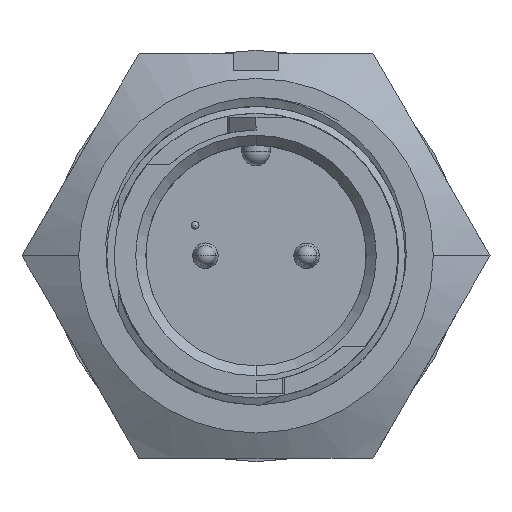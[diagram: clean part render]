
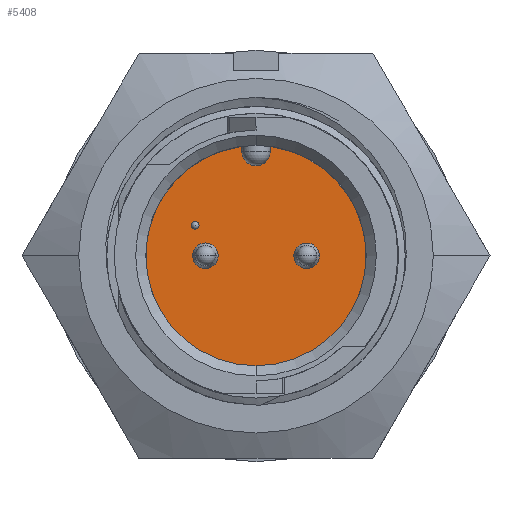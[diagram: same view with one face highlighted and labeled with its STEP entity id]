
A CAD part, top view. The second image highlights one B-rep face of the part: STEP entity #5408.
In plain terms, the highlighted planar face has unit normal (0, 0, 1).
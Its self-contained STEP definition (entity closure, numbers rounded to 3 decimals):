
#5 = DIRECTION ( 'NONE',  ( 0., 0., 1. ) ) ;
#198 = EDGE_CURVE ( 'NONE', #1402, #10511, #8806, .T. ) ;
#276 = AXIS2_PLACEMENT_3D ( 'NONE', #7868, #11676, #5151 ) ;
#405 = EDGE_CURVE ( 'NONE', #10735, #2466, #5374, .T. ) ;
#436 = CARTESIAN_POINT ( 'NONE',  ( -0.711, 5.22, -8.382 ) ) ;
#546 = CARTESIAN_POINT ( 'NONE',  ( -3.048, 1.524, -8.382 ) ) ;
#936 = ORIENTED_EDGE ( 'NONE', *, *, #2910, .F. ) ;
#1371 = DIRECTION ( 'NONE',  ( 0., 1., 0. ) ) ;
#1402 = VERTEX_POINT ( 'NONE', #5058 ) ;
#1534 = CARTESIAN_POINT ( 'NONE',  ( 2.54, 0., -8.382 ) ) ;
#1609 = LINE ( 'NONE', #11186, #11202 ) ;
#2018 = VERTEX_POINT ( 'NONE', #5372 ) ;
#2050 = VERTEX_POINT ( 'NONE', #3640 ) ;
#2466 = VERTEX_POINT ( 'NONE', #10694 ) ;
#2533 = DIRECTION ( 'NONE',  ( 0., -1., 0. ) ) ;
#2601 = DIRECTION ( 'NONE',  ( 0., 0., 1. ) ) ;
#2704 = FACE_OUTER_BOUND ( 'NONE', #9363, .T. ) ;
#2851 = CARTESIAN_POINT ( 'NONE',  ( -3.048, 1.333, -8.382 ) ) ;
#2910 = EDGE_CURVE ( 'NONE', #10227, #4384, #1609, .T. ) ;
#2917 = CIRCLE ( 'NONE', #11017, 5.524 ) ;
#3089 = EDGE_CURVE ( 'NONE', #10511, #1402, #12019, .T. ) ;
#3149 = EDGE_CURVE ( 'NONE', #2050, #12310, #8505, .T. ) ;
#3282 = EDGE_CURVE ( 'NONE', #4384, #7315, #10144, .T. ) ;
#3300 = CARTESIAN_POINT ( 'NONE',  ( 3.183, 0., -8.382 ) ) ;
#3364 = DIRECTION ( 'NONE',  ( 0., 0., 1. ) ) ;
#3365 = ORIENTED_EDGE ( 'NONE', *, *, #8391, .F. ) ;
#3493 = ORIENTED_EDGE ( 'NONE', *, *, #7827, .F. ) ;
#3589 = ORIENTED_EDGE ( 'NONE', *, *, #10634, .T. ) ;
#3640 = CARTESIAN_POINT ( 'NONE',  ( 0., -5.524, -8.382 ) ) ;
#4174 = ORIENTED_EDGE ( 'NONE', *, *, #405, .F. ) ;
#4384 = VERTEX_POINT ( 'NONE', #436 ) ;
#4406 = DIRECTION ( 'NONE',  ( 0., -1., 0. ) ) ;
#4492 = CARTESIAN_POINT ( 'NONE',  ( 0., 0., -8.382 ) ) ;
#4836 = ORIENTED_EDGE ( 'NONE', *, *, #3089, .F. ) ;
#5058 = CARTESIAN_POINT ( 'NONE',  ( -3.048, 1.715, -8.382 ) ) ;
#5104 = CIRCLE ( 'NONE', #12189, 0.643 ) ;
#5151 = DIRECTION ( 'NONE',  ( 1., 0., 0. ) ) ;
#5372 = CARTESIAN_POINT ( 'NONE',  ( -3.183, 0.003, -8.382 ) ) ;
#5374 = CIRCLE ( 'NONE', #12452, 0.643 ) ;
#5408 = ADVANCED_FACE ( 'NONE', ( #2704, #5572, #7457, #5509 ), #9614, .F. ) ;
#5462 = DIRECTION ( 'NONE',  ( 0., 0., 1. ) ) ;
#5509 = FACE_BOUND ( 'NONE', #7040, .T. ) ;
#5570 = ORIENTED_EDGE ( 'NONE', *, *, #11487, .F. ) ;
#5572 = FACE_BOUND ( 'NONE', #6949, .T. ) ;
#5656 = DIRECTION ( 'NONE',  ( 1., 0., 0. ) ) ;
#5778 = AXIS2_PLACEMENT_3D ( 'NONE', #546, #11899, #1371 ) ;
#5794 = DIRECTION ( 'NONE',  ( 0., 1., 0. ) ) ;
#5901 = CARTESIAN_POINT ( 'NONE',  ( 2.54, 0., -8.382 ) ) ;
#5935 = CIRCLE ( 'NONE', #276, 0.643 ) ;
#6283 = DIRECTION ( 'NONE',  ( 1., 0., 0. ) ) ;
#6466 = DIRECTION ( 'NONE',  ( 1., 0., 0. ) ) ;
#6582 = ORIENTED_EDGE ( 'NONE', *, *, #198, .F. ) ;
#6949 = EDGE_LOOP ( 'NONE', ( #6582, #4836 ) ) ;
#7040 = EDGE_LOOP ( 'NONE', ( #9105, #3365 ) ) ;
#7298 = AXIS2_PLACEMENT_3D ( 'NONE', #4492, #9252, #2533 ) ;
#7315 = VERTEX_POINT ( 'NONE', #7738 ) ;
#7336 = DIRECTION ( 'NONE',  ( 0., 1., 0. ) ) ;
#7457 = FACE_BOUND ( 'NONE', #10718, .T. ) ;
#7571 = ORIENTED_EDGE ( 'NONE', *, *, #3282, .F. ) ;
#7738 = CARTESIAN_POINT ( 'NONE',  ( 0.711, 5.22, -8.382 ) ) ;
#7745 = CARTESIAN_POINT ( 'NONE',  ( -3.048, 1.524, -8.382 ) ) ;
#7827 = EDGE_CURVE ( 'NONE', #2466, #10735, #5104, .T. ) ;
#7868 = CARTESIAN_POINT ( 'NONE',  ( -2.54, 0.003, -8.382 ) ) ;
#8185 = VECTOR ( 'NONE', #7336, 1000. ) ;
#8305 = VERTEX_POINT ( 'NONE', #10249 ) ;
#8391 = EDGE_CURVE ( 'NONE', #2018, #8305, #5935, .T. ) ;
#8419 = CARTESIAN_POINT ( 'NONE',  ( 0.711, 5.479, -8.382 ) ) ;
#8505 = CIRCLE ( 'NONE', #7298, 5.524 ) ;
#8688 = DIRECTION ( 'NONE',  ( 0., 0., 1. ) ) ;
#8700 = DIRECTION ( 'NONE',  ( 0., 0., 1. ) ) ;
#8806 = CIRCLE ( 'NONE', #5778, 0.191 ) ;
#9105 = ORIENTED_EDGE ( 'NONE', *, *, #11165, .F. ) ;
#9243 = LINE ( 'NONE', #11149, #8185 ) ;
#9252 = DIRECTION ( 'NONE',  ( 0., 0., 1. ) ) ;
#9317 = DIRECTION ( 'NONE',  ( 1., 0., 0. ) ) ;
#9363 = EDGE_LOOP ( 'NONE', ( #936, #3589, #11489, #5570, #7571 ) ) ;
#9527 = AXIS2_PLACEMENT_3D ( 'NONE', #12288, #12540, #10385 ) ;
#9570 = CARTESIAN_POINT ( 'NONE',  ( 0., 0., -8.382 ) ) ;
#9614 = PLANE ( 'NONE',  #9527 ) ;
#9762 = DIRECTION ( 'NONE',  ( 0., -1., 0. ) ) ;
#9973 = CARTESIAN_POINT ( 'NONE',  ( -0.711, 5.479, -8.382 ) ) ;
#10144 = CIRCLE ( 'NONE', #11751, 0.711 ) ;
#10227 = VERTEX_POINT ( 'NONE', #9973 ) ;
#10249 = CARTESIAN_POINT ( 'NONE',  ( -1.897, 0.003, -8.382 ) ) ;
#10385 = DIRECTION ( 'NONE',  ( 0., 1., 0. ) ) ;
#10511 = VERTEX_POINT ( 'NONE', #2851 ) ;
#10624 = AXIS2_PLACEMENT_3D ( 'NONE', #11290, #2601, #6466 ) ;
#10634 = EDGE_CURVE ( 'NONE', #10227, #2050, #2917, .T. ) ;
#10694 = CARTESIAN_POINT ( 'NONE',  ( 1.897, 0., -8.382 ) ) ;
#10718 = EDGE_LOOP ( 'NONE', ( #4174, #3493 ) ) ;
#10735 = VERTEX_POINT ( 'NONE', #3300 ) ;
#11017 = AXIS2_PLACEMENT_3D ( 'NONE', #9570, #5, #9762 ) ;
#11149 = CARTESIAN_POINT ( 'NONE',  ( 0.711, 5.22, -8.382 ) ) ;
#11165 = EDGE_CURVE ( 'NONE', #8305, #2018, #11629, .T. ) ;
#11186 = CARTESIAN_POINT ( 'NONE',  ( -0.711, 5.479, -8.382 ) ) ;
#11202 = VECTOR ( 'NONE', #4406, 1000. ) ;
#11281 = CARTESIAN_POINT ( 'NONE',  ( 0., 5.22, -8.382 ) ) ;
#11290 = CARTESIAN_POINT ( 'NONE',  ( -2.54, 0.003, -8.382 ) ) ;
#11487 = EDGE_CURVE ( 'NONE', #7315, #12310, #9243, .T. ) ;
#11489 = ORIENTED_EDGE ( 'NONE', *, *, #3149, .T. ) ;
#11629 = CIRCLE ( 'NONE', #10624, 0.643 ) ;
#11676 = DIRECTION ( 'NONE',  ( 0., 0., 1. ) ) ;
#11751 = AXIS2_PLACEMENT_3D ( 'NONE', #11281, #3364, #6283 ) ;
#11819 = AXIS2_PLACEMENT_3D ( 'NONE', #7745, #8700, #5794 ) ;
#11899 = DIRECTION ( 'NONE',  ( 0., 0., 1. ) ) ;
#12019 = CIRCLE ( 'NONE', #11819, 0.191 ) ;
#12189 = AXIS2_PLACEMENT_3D ( 'NONE', #1534, #5462, #9317 ) ;
#12288 = CARTESIAN_POINT ( 'NONE',  ( 0., 0., -8.382 ) ) ;
#12310 = VERTEX_POINT ( 'NONE', #8419 ) ;
#12452 = AXIS2_PLACEMENT_3D ( 'NONE', #5901, #8688, #5656 ) ;
#12540 = DIRECTION ( 'NONE',  ( 0., 0., -1. ) ) ;
